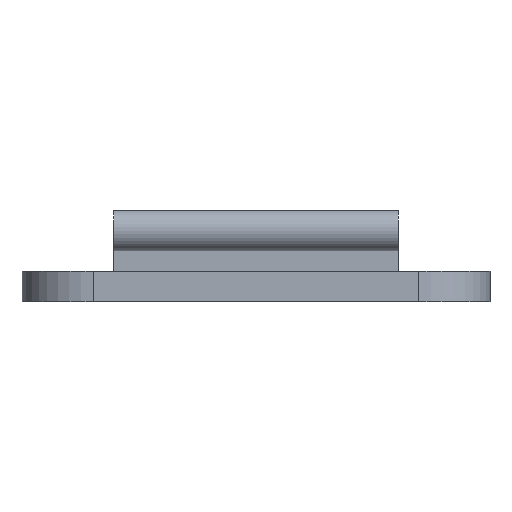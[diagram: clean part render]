
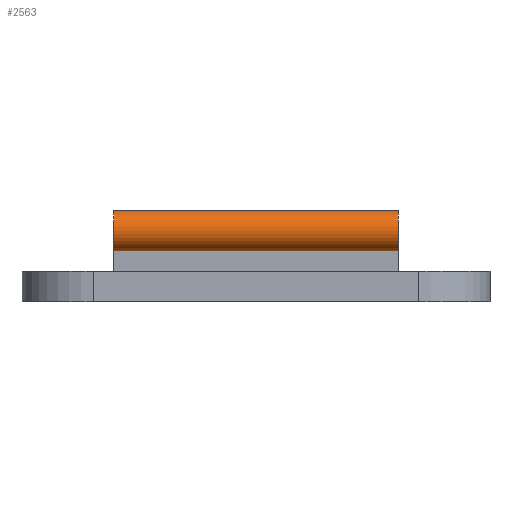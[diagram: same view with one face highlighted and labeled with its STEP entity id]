
A CAD part, left-side view. The second image highlights one B-rep face of the part: STEP entity #2563.
In plain terms, the highlighted cylindrical face has radius 2 mm (diameter 4 mm), a partial arc.
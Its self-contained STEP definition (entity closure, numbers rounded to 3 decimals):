
#274 = PLANE('',#275);
#275 = AXIS2_PLACEMENT_3D('',#276,#277,#278);
#276 = CARTESIAN_POINT('',(-39.554,14.,6.006));
#277 = DIRECTION('',(0.,1.,0.));
#278 = DIRECTION('',(0.,0.,1.));
#330 = PLANE('',#331);
#331 = AXIS2_PLACEMENT_3D('',#332,#333,#334);
#332 = CARTESIAN_POINT('',(-39.554,-14.,6.006));
#333 = DIRECTION('',(0.,1.,0.));
#334 = DIRECTION('',(0.,0.,1.));
#381 = PLANE('',#382);
#382 = AXIS2_PLACEMENT_3D('',#383,#384,#385);
#383 = CARTESIAN_POINT('',(-40.,14.,3.));
#384 = DIRECTION('',(-1.,0.,0.));
#385 = DIRECTION('',(0.,0.,1.));
#1263 = VERTEX_POINT('',#1264);
#1264 = CARTESIAN_POINT('',(-40.,14.,5.));
#1285 = EDGE_CURVE('',#1286,#1263,#1288,.T.);
#1286 = VERTEX_POINT('',#1287);
#1287 = CARTESIAN_POINT('',(-40.,14.,9.));
#1288 = SURFACE_CURVE('',#1289,(#1294,#1305),.PCURVE_S1.);
#1289 = CIRCLE('',#1290,2.);
#1290 = AXIS2_PLACEMENT_3D('',#1291,#1292,#1293);
#1291 = CARTESIAN_POINT('',(-40.,14.,7.));
#1292 = DIRECTION('',(0.,-1.,0.));
#1293 = DIRECTION('',(1.,0.,0.));
#1294 = PCURVE('',#274,#1295);
#1295 = DEFINITIONAL_REPRESENTATION('',(#1296),#1304);
#1296 = ( BOUNDED_CURVE() B_SPLINE_CURVE(2,(#1297,#1298,#1299,#1300,
#1301,#1302,#1303),.UNSPECIFIED.,.T.,.F.) B_SPLINE_CURVE_WITH_KNOTS((1,2
    ,2,2,2,1),(-2.094,0.,2.094,4.189,
6.283,8.378),.UNSPECIFIED.) CURVE() 
GEOMETRIC_REPRESENTATION_ITEM() RATIONAL_B_SPLINE_CURVE((1.,0.5,1.,0.5,
1.,0.5,1.)) REPRESENTATION_ITEM('') );
#1297 = CARTESIAN_POINT('',(0.994,1.554));
#1298 = CARTESIAN_POINT('',(4.458,1.554));
#1299 = CARTESIAN_POINT('',(2.726,-1.446));
#1300 = CARTESIAN_POINT('',(0.994,-4.446));
#1301 = CARTESIAN_POINT('',(-0.738,-1.446));
#1302 = CARTESIAN_POINT('',(-2.47,1.554));
#1303 = CARTESIAN_POINT('',(0.994,1.554));
#1304 = ( GEOMETRIC_REPRESENTATION_CONTEXT(2) 
PARAMETRIC_REPRESENTATION_CONTEXT() REPRESENTATION_CONTEXT('2D SPACE',''
  ) );
#1305 = PCURVE('',#1306,#1311);
#1306 = CYLINDRICAL_SURFACE('',#1307,2.);
#1307 = AXIS2_PLACEMENT_3D('',#1308,#1309,#1310);
#1308 = CARTESIAN_POINT('',(-40.,14.,7.));
#1309 = DIRECTION('',(0.,1.,0.));
#1310 = DIRECTION('',(1.,0.,0.));
#1311 = DEFINITIONAL_REPRESENTATION('',(#1312),#1316);
#1312 = LINE('',#1313,#1314);
#1313 = CARTESIAN_POINT('',(-0.,0.));
#1314 = VECTOR('',#1315,1.);
#1315 = DIRECTION('',(-1.,0.));
#1316 = ( GEOMETRIC_REPRESENTATION_CONTEXT(2) 
PARAMETRIC_REPRESENTATION_CONTEXT() REPRESENTATION_CONTEXT('2D SPACE',''
  ) );
#1334 = PLANE('',#1335);
#1335 = AXIS2_PLACEMENT_3D('',#1336,#1337,#1338);
#1336 = CARTESIAN_POINT('',(-40.,14.,9.));
#1337 = DIRECTION('',(0.,0.,1.));
#1338 = DIRECTION('',(1.,0.,0.));
#1432 = VERTEX_POINT('',#1433);
#1433 = CARTESIAN_POINT('',(-40.,-14.,5.));
#1454 = EDGE_CURVE('',#1263,#1432,#1455,.T.);
#1455 = SURFACE_CURVE('',#1456,(#1460,#1467),.PCURVE_S1.);
#1456 = LINE('',#1457,#1458);
#1457 = CARTESIAN_POINT('',(-40.,14.,5.));
#1458 = VECTOR('',#1459,1.);
#1459 = DIRECTION('',(0.,-1.,0.));
#1460 = PCURVE('',#381,#1461);
#1461 = DEFINITIONAL_REPRESENTATION('',(#1462),#1466);
#1462 = LINE('',#1463,#1464);
#1463 = CARTESIAN_POINT('',(2.,0.));
#1464 = VECTOR('',#1465,1.);
#1465 = DIRECTION('',(0.,-1.));
#1466 = ( GEOMETRIC_REPRESENTATION_CONTEXT(2) 
PARAMETRIC_REPRESENTATION_CONTEXT() REPRESENTATION_CONTEXT('2D SPACE',''
  ) );
#1467 = PCURVE('',#1306,#1468);
#1468 = DEFINITIONAL_REPRESENTATION('',(#1469),#1473);
#1469 = LINE('',#1470,#1471);
#1470 = CARTESIAN_POINT('',(-4.712,0.));
#1471 = VECTOR('',#1472,1.);
#1472 = DIRECTION('',(-0.,-1.));
#1473 = ( GEOMETRIC_REPRESENTATION_CONTEXT(2) 
PARAMETRIC_REPRESENTATION_CONTEXT() REPRESENTATION_CONTEXT('2D SPACE',''
  ) );
#1506 = EDGE_CURVE('',#1507,#1432,#1509,.T.);
#1507 = VERTEX_POINT('',#1508);
#1508 = CARTESIAN_POINT('',(-40.,-14.,9.));
#1509 = SURFACE_CURVE('',#1510,(#1515,#1526),.PCURVE_S1.);
#1510 = CIRCLE('',#1511,2.);
#1511 = AXIS2_PLACEMENT_3D('',#1512,#1513,#1514);
#1512 = CARTESIAN_POINT('',(-40.,-14.,7.));
#1513 = DIRECTION('',(0.,-1.,0.));
#1514 = DIRECTION('',(1.,0.,0.));
#1515 = PCURVE('',#330,#1516);
#1516 = DEFINITIONAL_REPRESENTATION('',(#1517),#1525);
#1517 = ( BOUNDED_CURVE() B_SPLINE_CURVE(2,(#1518,#1519,#1520,#1521,
#1522,#1523,#1524),.UNSPECIFIED.,.T.,.F.) B_SPLINE_CURVE_WITH_KNOTS((1,2
    ,2,2,2,1),(-2.094,0.,2.094,4.189,
6.283,8.378),.UNSPECIFIED.) CURVE() 
GEOMETRIC_REPRESENTATION_ITEM() RATIONAL_B_SPLINE_CURVE((1.,0.5,1.,0.5,
1.,0.5,1.)) REPRESENTATION_ITEM('') );
#1518 = CARTESIAN_POINT('',(0.994,1.554));
#1519 = CARTESIAN_POINT('',(4.458,1.554));
#1520 = CARTESIAN_POINT('',(2.726,-1.446));
#1521 = CARTESIAN_POINT('',(0.994,-4.446));
#1522 = CARTESIAN_POINT('',(-0.738,-1.446));
#1523 = CARTESIAN_POINT('',(-2.47,1.554));
#1524 = CARTESIAN_POINT('',(0.994,1.554));
#1525 = ( GEOMETRIC_REPRESENTATION_CONTEXT(2) 
PARAMETRIC_REPRESENTATION_CONTEXT() REPRESENTATION_CONTEXT('2D SPACE',''
  ) );
#1526 = PCURVE('',#1306,#1527);
#1527 = DEFINITIONAL_REPRESENTATION('',(#1528),#1532);
#1528 = LINE('',#1529,#1530);
#1529 = CARTESIAN_POINT('',(-0.,-28.));
#1530 = VECTOR('',#1531,1.);
#1531 = DIRECTION('',(-1.,0.));
#1532 = ( GEOMETRIC_REPRESENTATION_CONTEXT(2) 
PARAMETRIC_REPRESENTATION_CONTEXT() REPRESENTATION_CONTEXT('2D SPACE',''
  ) );
#2540 = EDGE_CURVE('',#1286,#1507,#2541,.T.);
#2541 = SURFACE_CURVE('',#2542,(#2546,#2553),.PCURVE_S1.);
#2542 = LINE('',#2543,#2544);
#2543 = CARTESIAN_POINT('',(-40.,14.,9.));
#2544 = VECTOR('',#2545,1.);
#2545 = DIRECTION('',(0.,-1.,0.));
#2546 = PCURVE('',#1334,#2547);
#2547 = DEFINITIONAL_REPRESENTATION('',(#2548),#2552);
#2548 = LINE('',#2549,#2550);
#2549 = CARTESIAN_POINT('',(0.,0.));
#2550 = VECTOR('',#2551,1.);
#2551 = DIRECTION('',(0.,-1.));
#2552 = ( GEOMETRIC_REPRESENTATION_CONTEXT(2) 
PARAMETRIC_REPRESENTATION_CONTEXT() REPRESENTATION_CONTEXT('2D SPACE',''
  ) );
#2553 = PCURVE('',#1306,#2554);
#2554 = DEFINITIONAL_REPRESENTATION('',(#2555),#2559);
#2555 = LINE('',#2556,#2557);
#2556 = CARTESIAN_POINT('',(-1.571,0.));
#2557 = VECTOR('',#2558,1.);
#2558 = DIRECTION('',(-0.,-1.));
#2559 = ( GEOMETRIC_REPRESENTATION_CONTEXT(2) 
PARAMETRIC_REPRESENTATION_CONTEXT() REPRESENTATION_CONTEXT('2D SPACE',''
  ) );
#2563 = ADVANCED_FACE('',(#2564),#1306,.T.);
#2564 = FACE_BOUND('',#2565,.F.);
#2565 = EDGE_LOOP('',(#2566,#2567,#2568,#2569));
#2566 = ORIENTED_EDGE('',*,*,#2540,.T.);
#2567 = ORIENTED_EDGE('',*,*,#1506,.T.);
#2568 = ORIENTED_EDGE('',*,*,#1454,.F.);
#2569 = ORIENTED_EDGE('',*,*,#1285,.F.);
